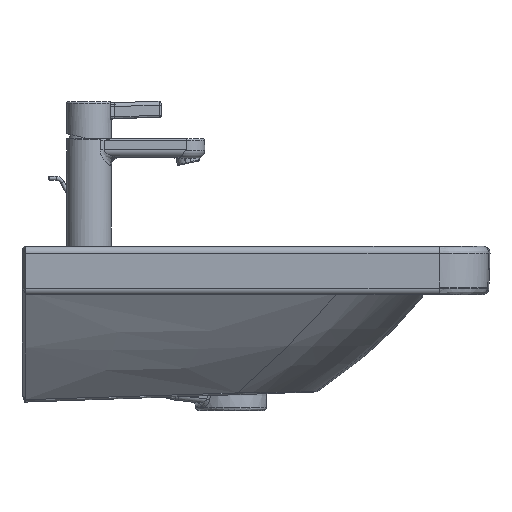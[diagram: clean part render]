
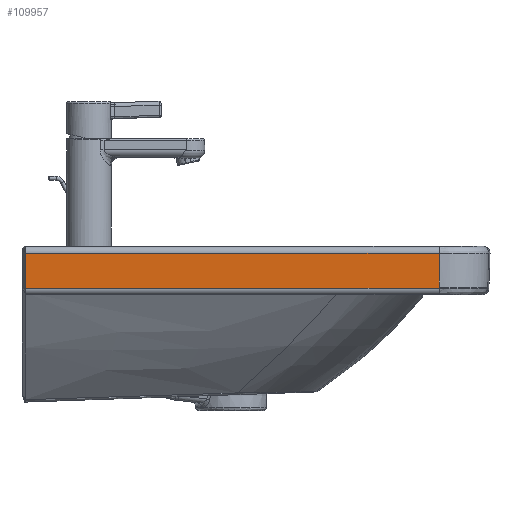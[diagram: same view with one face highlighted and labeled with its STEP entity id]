
A CAD part, front view. The second image highlights one B-rep face of the part: STEP entity #109957.
In plain terms, the highlighted planar face has unit normal (0.001, -0.999, -0.035).
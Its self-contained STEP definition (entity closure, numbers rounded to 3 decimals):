
#32198=CARTESIAN_POINT('',(2.8,-398.49,-43.244));
#32199=VERTEX_POINT('',#32198);
#48961=CARTESIAN_POINT('',(427.0,-398.49,-43.244));
#48962=VERTEX_POINT('',#48961);
#48993=CARTESIAN_POINT('',(427.0,-398.533,-42.0));
#48994=VERTEX_POINT('',#48993);
#49019=CARTESIAN_POINT('',(427.0,-398.49,-43.244));
#49020=DIRECTION('',(0.0,-0.035,0.999));
#49021=VECTOR('',#49020,1.245);
#49022=LINE('',#49019,#49021);
#49023=EDGE_CURVE('',#48962,#48994,#49022,.T.);
#108815=CARTESIAN_POINT('',(427.0,-398.49,-43.244));
#108816=DIRECTION('',(-1.0,0.0,0.0));
#108817=VECTOR('',#108816,424.2);
#108818=LINE('',#108815,#108817);
#108819=EDGE_CURVE('',#48962,#32199,#108818,.T.);
#109880=CARTESIAN_POINT('',(427.0,-399.747,-7.244));
#109881=VERTEX_POINT('',#109880);
#109882=CARTESIAN_POINT('',(427.0,-398.533,-42.0));
#109883=DIRECTION('',(0.0,-0.035,0.999));
#109884=VECTOR('',#109883,34.777);
#109885=LINE('',#109882,#109884);
#109886=EDGE_CURVE('',#109881,#48994,#109885,.F.);
#109933=CARTESIAN_POINT('',(213.5,-400.0,0.0));
#109934=DIRECTION('',(0.0,-0.999,-0.035));
#109935=DIRECTION('',(0.0,0.035,-0.999));
#109936=AXIS2_PLACEMENT_3D('',#109933,#109934,#109935);
#109937=PLANE('',#109936);
#109938=CARTESIAN_POINT('',(2.8,-399.747,-7.244));
#109939=VERTEX_POINT('',#109938);
#109940=CARTESIAN_POINT('',(2.8,-398.49,-43.244));
#109941=DIRECTION('',(0.0,-0.035,0.999));
#109942=VECTOR('',#109941,36.022);
#109943=LINE('',#109940,#109942);
#109944=EDGE_CURVE('',#109939,#32199,#109943,.F.);
#109945=ORIENTED_EDGE('',*,*,#109944,.T.);
#109946=ORIENTED_EDGE('',*,*,#108819,.F.);
#109947=ORIENTED_EDGE('',*,*,#49023,.T.);
#109948=ORIENTED_EDGE('',*,*,#109886,.F.);
#109949=CARTESIAN_POINT('',(427.0,-399.747,-7.244));
#109950=DIRECTION('',(-1.0,0.0,0.0));
#109951=VECTOR('',#109950,424.2);
#109952=LINE('',#109949,#109951);
#109953=EDGE_CURVE('',#109881,#109939,#109952,.T.);
#109954=ORIENTED_EDGE('',*,*,#109953,.T.);
#109955=EDGE_LOOP('',(#109945,#109946,#109947,#109948,#109954));
#109956=FACE_OUTER_BOUND('',#109955,.T.);
#109957=ADVANCED_FACE('',(#109956),#109937,.T.);
